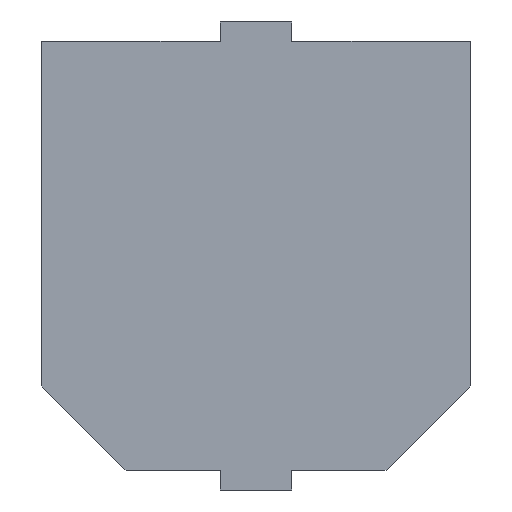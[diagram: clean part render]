
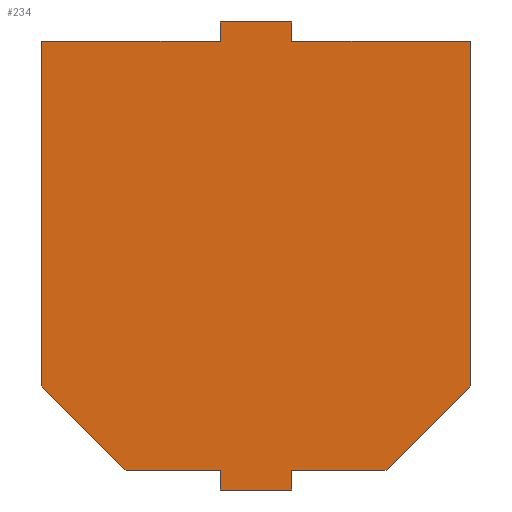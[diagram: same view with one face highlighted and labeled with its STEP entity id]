
A CAD part, front view. The second image highlights one B-rep face of the part: STEP entity #234.
In plain terms, the highlighted planar face has unit normal (0, -1, 0).
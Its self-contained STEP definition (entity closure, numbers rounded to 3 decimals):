
#9 = ORIENTED_EDGE ( 'NONE', *, *, #357, .F. ) ;
#17 = CARTESIAN_POINT ( 'NONE',  ( 0.275, 0., 1.8 ) ) ;
#18 = EDGE_CURVE ( 'NONE', #1058, #951, #757, .T. ) ;
#23 = VECTOR ( 'NONE', #48, 1000. ) ;
#35 = PLANE ( 'NONE',  #189 ) ;
#48 = DIRECTION ( 'NONE',  ( 0., 0., 1. ) ) ;
#50 = CARTESIAN_POINT ( 'NONE',  ( -0.275, 0., 1.65 ) ) ;
#61 = CARTESIAN_POINT ( 'NONE',  ( 1., 0., -1.65 ) ) ;
#63 = VECTOR ( 'NONE', #150, 1000. ) ;
#68 = ORIENTED_EDGE ( 'NONE', *, *, #965, .F. ) ;
#74 = DIRECTION ( 'NONE',  ( 1., 0., 0. ) ) ;
#77 = CARTESIAN_POINT ( 'NONE',  ( -0.275, 0., -0.3 ) ) ;
#81 = EDGE_CURVE ( 'NONE', #597, #142, #980, .T. ) ;
#90 = VERTEX_POINT ( 'NONE', #821 ) ;
#93 = ORIENTED_EDGE ( 'NONE', *, *, #81, .F. ) ;
#95 = DIRECTION ( 'NONE',  ( -1., 0., 0. ) ) ;
#96 = LINE ( 'NONE', #61, #63 ) ;
#101 = EDGE_CURVE ( 'NONE', #142, #173, #535, .T. ) ;
#108 = VECTOR ( 'NONE', #207, 1000. ) ;
#110 = VERTEX_POINT ( 'NONE', #647 ) ;
#115 = CARTESIAN_POINT ( 'NONE',  ( -1., 0., -1.65 ) ) ;
#123 = DIRECTION ( 'NONE',  ( 0., -1., 0. ) ) ;
#141 = CARTESIAN_POINT ( 'NONE',  ( 0.275, 0., 1.65 ) ) ;
#142 = VERTEX_POINT ( 'NONE', #141 ) ;
#150 = DIRECTION ( 'NONE',  ( -0.707, 0., -0.707 ) ) ;
#160 = ORIENTED_EDGE ( 'NONE', *, *, #892, .F. ) ;
#173 = VERTEX_POINT ( 'NONE', #565 ) ;
#189 = AXIS2_PLACEMENT_3D ( 'NONE', #718, #123, #626 ) ;
#207 = DIRECTION ( 'NONE',  ( -1., 0., 0. ) ) ;
#211 = ORIENTED_EDGE ( 'NONE', *, *, #416, .F. ) ;
#213 = EDGE_CURVE ( 'NONE', #110, #90, #518, .T. ) ;
#226 = CARTESIAN_POINT ( 'NONE',  ( 1.65, 0., 1.65 ) ) ;
#234 = ADVANCED_FACE ( 'NONE', ( #488 ), #35, .T. ) ;
#256 = LINE ( 'NONE', #959, #23 ) ;
#269 = CARTESIAN_POINT ( 'NONE',  ( -1.65, 0., 1.65 ) ) ;
#275 = VECTOR ( 'NONE', #643, 1000. ) ;
#317 = DIRECTION ( 'NONE',  ( 0., 0., -1. ) ) ;
#320 = LINE ( 'NONE', #767, #962 ) ;
#326 = EDGE_CURVE ( 'NONE', #684, #449, #619, .T. ) ;
#328 = ORIENTED_EDGE ( 'NONE', *, *, #326, .F. ) ;
#332 = EDGE_CURVE ( 'NONE', #173, #902, #320, .T. ) ;
#336 = LINE ( 'NONE', #796, #108 ) ;
#357 = EDGE_CURVE ( 'NONE', #951, #768, #745, .T. ) ;
#375 = EDGE_CURVE ( 'NONE', #902, #1058, #96, .T. ) ;
#379 = DIRECTION ( 'NONE',  ( -0.707, 0., 0.707 ) ) ;
#394 = ORIENTED_EDGE ( 'NONE', *, *, #332, .F. ) ;
#402 = ORIENTED_EDGE ( 'NONE', *, *, #375, .F. ) ;
#410 = CARTESIAN_POINT ( 'NONE',  ( -0.275, 0., 1.8 ) ) ;
#416 = EDGE_CURVE ( 'NONE', #768, #638, #336, .T. ) ;
#432 = VECTOR ( 'NONE', #581, 1000. ) ;
#449 = VERTEX_POINT ( 'NONE', #50 ) ;
#488 = FACE_OUTER_BOUND ( 'NONE', #942, .T. ) ;
#514 = VERTEX_POINT ( 'NONE', #410 ) ;
#515 = VECTOR ( 'NONE', #568, 1000. ) ;
#518 = LINE ( 'NONE', #806, #719 ) ;
#521 = ORIENTED_EDGE ( 'NONE', *, *, #101, .F. ) ;
#532 = ORIENTED_EDGE ( 'NONE', *, *, #1007, .F. ) ;
#534 = DIRECTION ( 'NONE',  ( 0., 0., 1. ) ) ;
#535 = LINE ( 'NONE', #226, #275 ) ;
#536 = LINE ( 'NONE', #858, #981 ) ;
#558 = CARTESIAN_POINT ( 'NONE',  ( 0.275, 0., -1.65 ) ) ;
#565 = CARTESIAN_POINT ( 'NONE',  ( 1.65, 0., 1.65 ) ) ;
#568 = DIRECTION ( 'NONE',  ( 0., 0., -1. ) ) ;
#581 = DIRECTION ( 'NONE',  ( 0., 0., 1. ) ) ;
#597 = VERTEX_POINT ( 'NONE', #933 ) ;
#610 = ORIENTED_EDGE ( 'NONE', *, *, #790, .F. ) ;
#619 = LINE ( 'NONE', #1006, #1078 ) ;
#626 = DIRECTION ( 'NONE',  ( 0., 0., -1. ) ) ;
#638 = VERTEX_POINT ( 'NONE', #1021 ) ;
#643 = DIRECTION ( 'NONE',  ( 1., 0., 0. ) ) ;
#647 = CARTESIAN_POINT ( 'NONE',  ( -1., 0., -1.65 ) ) ;
#651 = DIRECTION ( 'NONE',  ( 0., 0., -1. ) ) ;
#662 = EDGE_CURVE ( 'NONE', #638, #712, #889, .T. ) ;
#684 = VERTEX_POINT ( 'NONE', #269 ) ;
#690 = CARTESIAN_POINT ( 'NONE',  ( 1., 0., -1.65 ) ) ;
#692 = VECTOR ( 'NONE', #534, 1000. ) ;
#709 = CARTESIAN_POINT ( 'NONE',  ( -0.275, 0., -1.65 ) ) ;
#711 = DIRECTION ( 'NONE',  ( -1., 0., 0. ) ) ;
#712 = VERTEX_POINT ( 'NONE', #709 ) ;
#716 = DIRECTION ( 'NONE',  ( 1., 0., 0. ) ) ;
#718 = CARTESIAN_POINT ( 'NONE',  ( 0., 0., 0. ) ) ;
#719 = VECTOR ( 'NONE', #379, 1000. ) ;
#732 = ORIENTED_EDGE ( 'NONE', *, *, #213, .F. ) ;
#744 = CARTESIAN_POINT ( 'NONE',  ( 0.275, 0., -0.3 ) ) ;
#745 = LINE ( 'NONE', #744, #515 ) ;
#754 = ORIENTED_EDGE ( 'NONE', *, *, #662, .F. ) ;
#757 = LINE ( 'NONE', #115, #1057 ) ;
#767 = CARTESIAN_POINT ( 'NONE',  ( 1.65, 0., -1. ) ) ;
#768 = VERTEX_POINT ( 'NONE', #1065 ) ;
#777 = ORIENTED_EDGE ( 'NONE', *, *, #18, .F. ) ;
#785 = CARTESIAN_POINT ( 'NONE',  ( 1.65, 0., -1. ) ) ;
#790 = EDGE_CURVE ( 'NONE', #514, #597, #1069, .T. ) ;
#796 = CARTESIAN_POINT ( 'NONE',  ( 0.275, 0., -1.8 ) ) ;
#806 = CARTESIAN_POINT ( 'NONE',  ( -1.65, 0., -1. ) ) ;
#821 = CARTESIAN_POINT ( 'NONE',  ( -1.65, 0., -1. ) ) ;
#858 = CARTESIAN_POINT ( 'NONE',  ( -1., 0., -1.65 ) ) ;
#889 = LINE ( 'NONE', #77, #432 ) ;
#892 = EDGE_CURVE ( 'NONE', #449, #514, #256, .T. ) ;
#902 = VERTEX_POINT ( 'NONE', #785 ) ;
#914 = LINE ( 'NONE', #1036, #692 ) ;
#927 = VECTOR ( 'NONE', #317, 1000. ) ;
#933 = CARTESIAN_POINT ( 'NONE',  ( 0.275, 0., 1.8 ) ) ;
#942 = EDGE_LOOP ( 'NONE', ( #532, #754, #211, #9, #777, #402, #394, #521, #93, #610, #160, #328, #68, #732 ) ) ;
#951 = VERTEX_POINT ( 'NONE', #558 ) ;
#959 = CARTESIAN_POINT ( 'NONE',  ( -0.275, 0., 0.3 ) ) ;
#962 = VECTOR ( 'NONE', #651, 1000. ) ;
#965 = EDGE_CURVE ( 'NONE', #90, #684, #914, .T. ) ;
#980 = LINE ( 'NONE', #1081, #927 ) ;
#981 = VECTOR ( 'NONE', #95, 1000. ) ;
#1006 = CARTESIAN_POINT ( 'NONE',  ( 1.65, 0., 1.65 ) ) ;
#1007 = EDGE_CURVE ( 'NONE', #712, #110, #536, .T. ) ;
#1021 = CARTESIAN_POINT ( 'NONE',  ( -0.275, 0., -1.8 ) ) ;
#1036 = CARTESIAN_POINT ( 'NONE',  ( -1.65, 0., 1.65 ) ) ;
#1037 = VECTOR ( 'NONE', #716, 1000. ) ;
#1057 = VECTOR ( 'NONE', #711, 1000. ) ;
#1058 = VERTEX_POINT ( 'NONE', #690 ) ;
#1065 = CARTESIAN_POINT ( 'NONE',  ( 0.275, 0., -1.8 ) ) ;
#1069 = LINE ( 'NONE', #17, #1037 ) ;
#1078 = VECTOR ( 'NONE', #74, 1000. ) ;
#1081 = CARTESIAN_POINT ( 'NONE',  ( 0.275, 0., 0.3 ) ) ;
